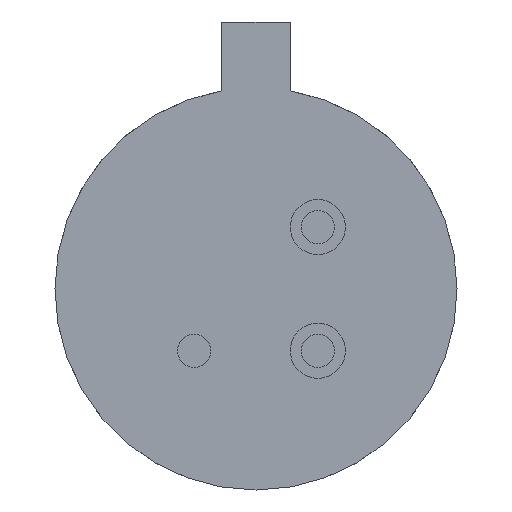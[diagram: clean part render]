
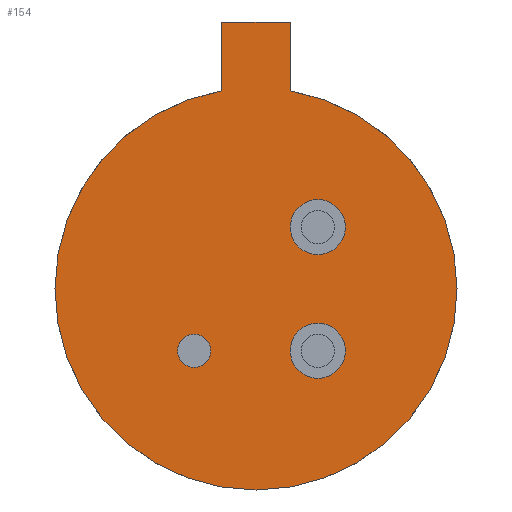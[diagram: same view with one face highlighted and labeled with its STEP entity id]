
A CAD part, front view. The second image highlights one B-rep face of the part: STEP entity #154.
In plain terms, the highlighted planar face has unit normal (0, -1, 0).
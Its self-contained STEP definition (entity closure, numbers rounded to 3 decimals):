
#26 = ORIENTED_EDGE ( 'NONE', *, *, #5026, .F. ) ;
#70 = VERTEX_POINT ( 'NONE', #4502 ) ;
#154 = ADVANCED_FACE ( 'NONE', ( #7090, #6478, #757 ), #1894, .F. ) ;
#200 = CIRCLE ( 'NONE', #3286, 2.92 ) ;
#203 = DIRECTION ( 'NONE',  ( 0., -1., 0. ) ) ;
#218 = EDGE_CURVE ( 'NONE', #4461, #6631, #3184, .T. ) ;
#578 = AXIS2_PLACEMENT_3D ( 'NONE', #1950, #3590, #2452 ) ;
#593 = VERTEX_POINT ( 'NONE', #6482 ) ;
#637 = EDGE_LOOP ( 'NONE', ( #1746, #5454, #3262, #26 ) ) ;
#757 = FACE_BOUND ( 'NONE', #4838, .T. ) ;
#761 = VERTEX_POINT ( 'NONE', #2191 ) ;
#947 = DIRECTION ( 'NONE',  ( 0., 0., -1. ) ) ;
#974 = EDGE_CURVE ( 'NONE', #1276, #2427, #200, .T. ) ;
#1091 = AXIS2_PLACEMENT_3D ( 'NONE', #4946, #1558, #2734 ) ;
#1114 = EDGE_CURVE ( 'NONE', #593, #5238, #5346, .T. ) ;
#1199 = ORIENTED_EDGE ( 'NONE', *, *, #4435, .F. ) ;
#1276 = VERTEX_POINT ( 'NONE', #5428 ) ;
#1304 = AXIS2_PLACEMENT_3D ( 'NONE', #6861, #203, #3501 ) ;
#1378 = DIRECTION ( 'NONE',  ( 0., 0., 1. ) ) ;
#1554 = CIRCLE ( 'NONE', #1091, 0.4 ) ;
#1558 = DIRECTION ( 'NONE',  ( 0., -1., 0. ) ) ;
#1746 = ORIENTED_EDGE ( 'NONE', *, *, #974, .F. ) ;
#1827 = CARTESIAN_POINT ( 'NONE',  ( -0.5, 1., 2.877 ) ) ;
#1894 = PLANE ( 'NONE',  #4342 ) ;
#1934 = DIRECTION ( 'NONE',  ( 0., -1., 0. ) ) ;
#1950 = CARTESIAN_POINT ( 'NONE',  ( 0.898, 1., -0.898 ) ) ;
#2004 = VECTOR ( 'NONE', #947, 1000. ) ;
#2140 = CARTESIAN_POINT ( 'NONE',  ( 0.898, 1., 0.498 ) ) ;
#2175 = LINE ( 'NONE', #3687, #4245 ) ;
#2191 = CARTESIAN_POINT ( 'NONE',  ( -0.5, 1., 3.877 ) ) ;
#2427 = VERTEX_POINT ( 'NONE', #1827 ) ;
#2452 = DIRECTION ( 'NONE',  ( 0., 0., 1. ) ) ;
#2734 = DIRECTION ( 'NONE',  ( 0., 0., 1. ) ) ;
#3026 = EDGE_CURVE ( 'NONE', #70, #1276, #3920, .T. ) ;
#3151 = CARTESIAN_POINT ( 'NONE',  ( 0.5, 1., 2.877 ) ) ;
#3184 = CIRCLE ( 'NONE', #1304, 0.4 ) ;
#3262 = ORIENTED_EDGE ( 'NONE', *, *, #4191, .F. ) ;
#3286 = AXIS2_PLACEMENT_3D ( 'NONE', #4584, #3485, #5639 ) ;
#3485 = DIRECTION ( 'NONE',  ( 0., 1., 0. ) ) ;
#3501 = DIRECTION ( 'NONE',  ( 0., 0., 1. ) ) ;
#3590 = DIRECTION ( 'NONE',  ( 0., -1., 0. ) ) ;
#3607 = VECTOR ( 'NONE', #3771, 1000. ) ;
#3687 = CARTESIAN_POINT ( 'NONE',  ( -0.5, 1., 3.877 ) ) ;
#3771 = DIRECTION ( 'NONE',  ( 0., 0., 1. ) ) ;
#3920 = LINE ( 'NONE', #3151, #2004 ) ;
#4063 = DIRECTION ( 'NONE',  ( 0., 1., 0. ) ) ;
#4110 = CARTESIAN_POINT ( 'NONE',  ( 0.898, 1., -1.298 ) ) ;
#4191 = EDGE_CURVE ( 'NONE', #761, #70, #2175, .T. ) ;
#4245 = VECTOR ( 'NONE', #4800, 1000. ) ;
#4342 = AXIS2_PLACEMENT_3D ( 'NONE', #5792, #4063, #1378 ) ;
#4435 = EDGE_CURVE ( 'NONE', #5238, #593, #1554, .T. ) ;
#4461 = VERTEX_POINT ( 'NONE', #2140 ) ;
#4502 = CARTESIAN_POINT ( 'NONE',  ( 0.5, 1., 3.877 ) ) ;
#4584 = CARTESIAN_POINT ( 'NONE',  ( 0., 1., 0. ) ) ;
#4700 = CARTESIAN_POINT ( 'NONE',  ( 0.898, 1., 0.898 ) ) ;
#4800 = DIRECTION ( 'NONE',  ( 1., 0., 0. ) ) ;
#4838 = EDGE_LOOP ( 'NONE', ( #1199, #4849 ) ) ;
#4849 = ORIENTED_EDGE ( 'NONE', *, *, #1114, .F. ) ;
#4946 = CARTESIAN_POINT ( 'NONE',  ( 0.898, 1., -0.898 ) ) ;
#5014 = AXIS2_PLACEMENT_3D ( 'NONE', #4700, #1934, #5808 ) ;
#5026 = EDGE_CURVE ( 'NONE', #2427, #761, #6648, .T. ) ;
#5219 = CARTESIAN_POINT ( 'NONE',  ( -0.5, 1., 2.877 ) ) ;
#5238 = VERTEX_POINT ( 'NONE', #4110 ) ;
#5320 = CARTESIAN_POINT ( 'NONE',  ( 0.898, 1., 1.298 ) ) ;
#5346 = CIRCLE ( 'NONE', #578, 0.4 ) ;
#5428 = CARTESIAN_POINT ( 'NONE',  ( 0.5, 1., 2.877 ) ) ;
#5454 = ORIENTED_EDGE ( 'NONE', *, *, #3026, .F. ) ;
#5639 = DIRECTION ( 'NONE',  ( 0., 0., 1. ) ) ;
#5792 = CARTESIAN_POINT ( 'NONE',  ( 0., 1., 0. ) ) ;
#5808 = DIRECTION ( 'NONE',  ( 0., 0., 1. ) ) ;
#6148 = ORIENTED_EDGE ( 'NONE', *, *, #7015, .F. ) ;
#6478 = FACE_OUTER_BOUND ( 'NONE', #637, .T. ) ;
#6482 = CARTESIAN_POINT ( 'NONE',  ( 0.898, 1., -0.498 ) ) ;
#6631 = VERTEX_POINT ( 'NONE', #5320 ) ;
#6648 = LINE ( 'NONE', #5219, #3607 ) ;
#6773 = CIRCLE ( 'NONE', #5014, 0.4 ) ;
#6779 = ORIENTED_EDGE ( 'NONE', *, *, #218, .F. ) ;
#6861 = CARTESIAN_POINT ( 'NONE',  ( 0.898, 1., 0.898 ) ) ;
#7008 = EDGE_LOOP ( 'NONE', ( #6779, #6148 ) ) ;
#7015 = EDGE_CURVE ( 'NONE', #6631, #4461, #6773, .T. ) ;
#7090 = FACE_BOUND ( 'NONE', #7008, .T. ) ;
